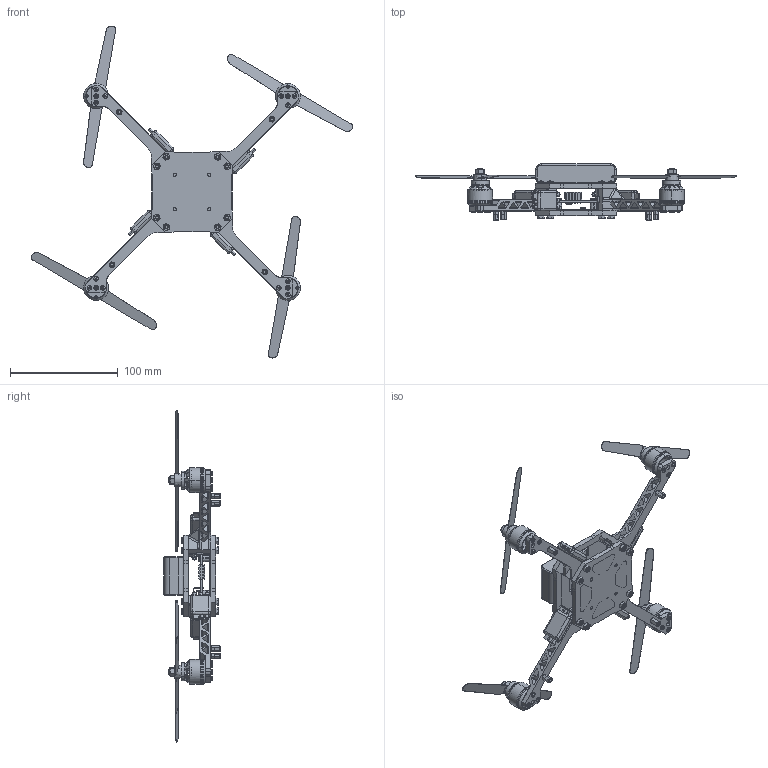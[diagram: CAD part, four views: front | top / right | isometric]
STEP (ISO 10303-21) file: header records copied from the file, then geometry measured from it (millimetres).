
FILE_DESCRIPTION(('FreeCAD Model'),'2;1');
FILE_NAME('Open CASCADE Shape Model','2025-04-26T20:21:19',('FreeCAD'),( 'FreeCAD'),'Open CASCADE STEP processor 7.6','FreeCAD','Unknown');
FILE_SCHEMA(('AUTOMOTIVE_DESIGN { 1 0 10303 214 1 1 1 1 }'));
Products named in the file (1): Open CASCADE STEP translator 7.6 1
Bounding box: 297.54 x 51.92 x 307.46 mm (x, y, z)
Volume: 161506.9 mm3; surface area: 112243.7 mm2
Topology: 71 solids, 71 shells, 3526 faces, 8772 edges, 5456 vertices
Faces by surface type: bspline 3526
Entity records: 103596 total; most frequent: CARTESIAN_POINT 52745, ORIENTED_EDGE 17480, EDGE_CURVE 8740, B_SPLINE_CURVE_WITH_KNOTS 5540, VERTEX_POINT 5456, FACE_BOUND 4004, EDGE_LOOP 4004, ADVANCED_FACE 3526
